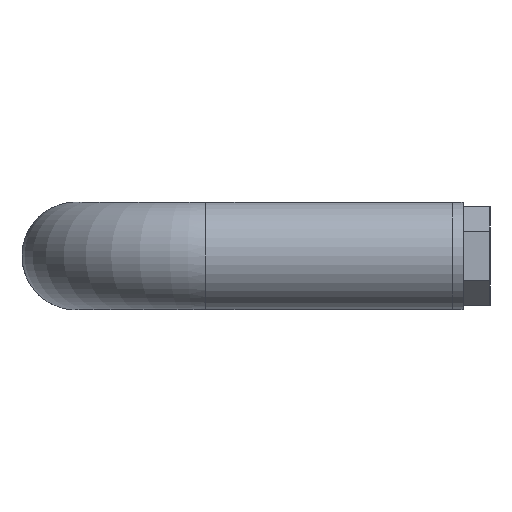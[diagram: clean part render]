
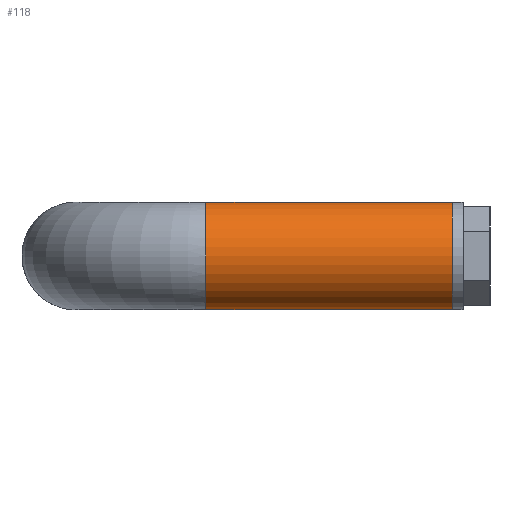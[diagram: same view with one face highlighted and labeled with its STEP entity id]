
A CAD part, left-side view. The second image highlights one B-rep face of the part: STEP entity #118.
In plain terms, the highlighted cylindrical face has radius 5.01 mm (diameter 10.02 mm), a full revolution.
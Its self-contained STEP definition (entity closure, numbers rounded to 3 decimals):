
#118 = ADVANCED_FACE( '', ( #259, #260 ), #261, .T. );
#259 = FACE_OUTER_BOUND( '', #414, .T. );
#260 = FACE_OUTER_BOUND( '', #415, .T. );
#261 = CYLINDRICAL_SURFACE( '', #416, 5.01 );
#414 = EDGE_LOOP( '', ( #656 ) );
#415 = EDGE_LOOP( '', ( #657 ) );
#416 = AXIS2_PLACEMENT_3D( '', #658, #659, #660 );
#656 = ORIENTED_EDGE( '', *, *, #765, .F. );
#657 = ORIENTED_EDGE( '', *, *, #801, .T. );
#658 = CARTESIAN_POINT( '', ( 5., 0., 0. ) );
#659 = DIRECTION( '', ( 0., -1., 0. ) );
#660 = DIRECTION( '', ( 0., 0., 1. ) );
#765 = EDGE_CURVE( '', #882, #882, #883, .T. );
#801 = EDGE_CURVE( '', #938, #938, #939, .T. );
#882 = VERTEX_POINT( '', #1038 );
#883 = CIRCLE( '', #1039, 5.01 );
#938 = VERTEX_POINT( '', #1209 );
#939 = CIRCLE( '', #1210, 5.01 );
#1038 = CARTESIAN_POINT( '', ( 5., 0., 5.01 ) );
#1039 = AXIS2_PLACEMENT_3D( '', #1300, #1301, #1302 );
#1209 = CARTESIAN_POINT( '', ( 5., 22.9, 5.01 ) );
#1210 = AXIS2_PLACEMENT_3D( '', #1334, #1335, #1336 );
#1300 = CARTESIAN_POINT( '', ( 5., 0., 0. ) );
#1301 = DIRECTION( '', ( 0., -1., 0. ) );
#1302 = DIRECTION( '', ( 0., 0., 1. ) );
#1334 = CARTESIAN_POINT( '', ( 5., 22.9, 0. ) );
#1335 = DIRECTION( '', ( 0., -1., 0. ) );
#1336 = DIRECTION( '', ( 0., 0., 1. ) );
